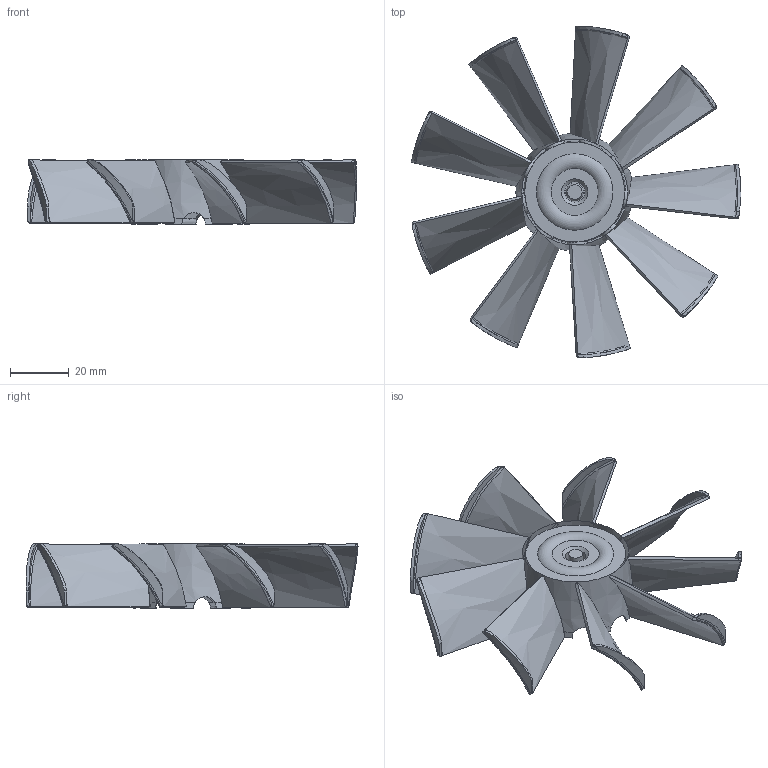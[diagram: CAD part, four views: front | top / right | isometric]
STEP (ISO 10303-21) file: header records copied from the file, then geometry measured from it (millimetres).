
FILE_DESCRIPTION(/* description */ (''),/* implementation_level */ '2;1');
FILE_NAME(/* name */ 'Elisa.ipt.step',/* time_stamp */ '2022-11-29T08:35:00+01:00',/* author */ ('diederichbenedict'),/* organization */ (''),/* preprocessor_version */ 'ST-DEVELOPER v18.1',/* originating_system */ 'Autodesk Inventor 2022',/* authorisation */ '');
FILE_SCHEMA (('AUTOMOTIVE_DESIGN { 1 0 10303 214 3 1 1 }'));
Length unit declared in the file: millimetre
Products named in the file (1): Elisa
Bounding box: 112.09 x 112.99 x 22.05 mm (x, y, z)
Volume: 15053.7 mm3; surface area: 25901.6 mm2
Topology: 1 solids, 1 shells, 228 faces, 637 edges, 412 vertices
Faces by surface type: bspline 153, plane 40, cylinder 21, cone 13, torus 1
Full cylindrical faces by diameter (mm): 5 x1, 7 x1, 34 x1
Entity records: 15764 total; most frequent: CARTESIAN_POINT 11060, ORIENTED_EDGE 1254, EDGE_CURVE 627, DIRECTION 519, VERTEX_POINT 412, B_SPLINE_CURVE_WITH_KNOTS 381, EDGE_LOOP 239, FACE_OUTER_BOUND 228
